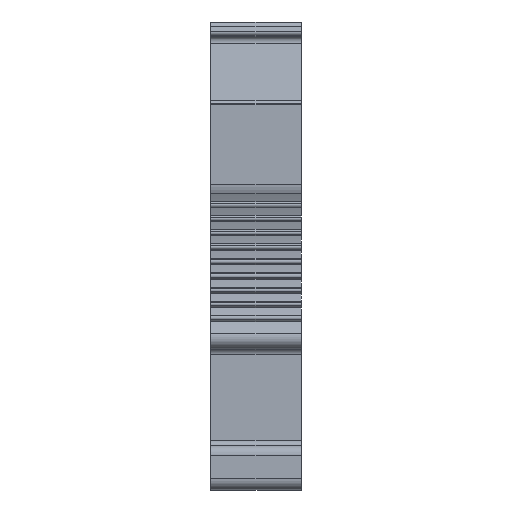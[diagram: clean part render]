
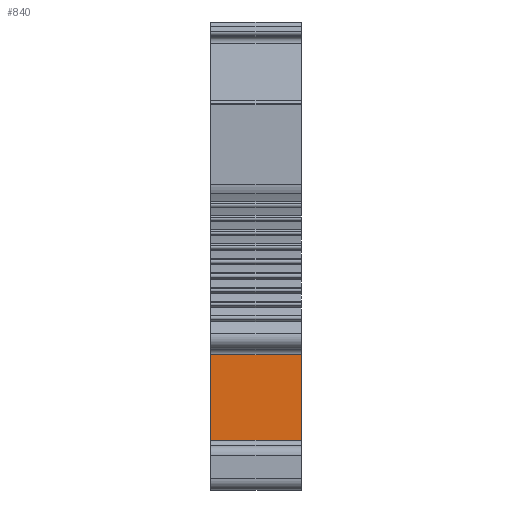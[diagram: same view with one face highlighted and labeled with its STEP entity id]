
A CAD part, front view. The second image highlights one B-rep face of the part: STEP entity #840.
In plain terms, the highlighted planar face has unit normal (0, -1, 0).
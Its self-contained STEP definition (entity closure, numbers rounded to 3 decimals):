
#840=ADVANCED_FACE('',(#2710),#2712,.F.);
#2710=FACE_BOUND('',#2711,.T.);
#2711=EDGE_LOOP('',(#4403,#4404,#4405,#4406));
#2712=PLANE('',#2713);
#2713=AXIS2_PLACEMENT_3D('',#2714,#2715,#2716);
#2714=CARTESIAN_POINT('',(0.,-32.052,6.2));
#2715=DIRECTION('',(0.,1.,0.));
#2716=DIRECTION('',(0.,0.,-1.));
#4403=ORIENTED_EDGE('',*,*,#5000,.T.);
#4404=ORIENTED_EDGE('',*,*,#5462,.T.);
#4405=ORIENTED_EDGE('',*,*,#5310,.F.);
#4406=ORIENTED_EDGE('',*,*,#5461,.T.);
#5000=EDGE_CURVE('',#5676,#5674,#5677,.T.);
#5310=EDGE_CURVE('',#6293,#6295,#6296,.T.);
#5461=EDGE_CURVE('',#6293,#5676,#6499,.T.);
#5462=EDGE_CURVE('',#5674,#6295,#6500,.T.);
#5674=VERTEX_POINT('',#6815);
#5676=VERTEX_POINT('',#6820);
#5677=LINE('',#6821,#6822);
#6293=VERTEX_POINT('',#8261);
#6295=VERTEX_POINT('',#8266);
#6296=LINE('',#8267,#8268);
#6499=LINE('',#9051,#9052);
#6500=LINE('',#9054,#9055);
#6815=CARTESIAN_POINT('',(-8.2,-32.052,-1.5));
#6820=CARTESIAN_POINT('',(-8.2,-32.052,6.2));
#6821=CARTESIAN_POINT('',(-8.2,-32.052,6.2));
#6822=VECTOR('',#6823,1.);
#6823=DIRECTION('',(0.,0.,-1.));
#8261=CARTESIAN_POINT('',(0.,-32.052,6.2));
#8266=CARTESIAN_POINT('',(0.,-32.052,-1.5));
#8267=CARTESIAN_POINT('',(0.,-32.052,6.2));
#8268=VECTOR('',#8269,1.);
#8269=DIRECTION('',(0.,0.,-1.));
#9051=CARTESIAN_POINT('',(0.,-32.052,6.2));
#9052=VECTOR('',#9053,1.);
#9053=DIRECTION('',(-1.,0.,0.));
#9054=CARTESIAN_POINT('',(-8.2,-32.052,-1.5));
#9055=VECTOR('',#9056,1.);
#9056=DIRECTION('',(1.,0.,0.));
